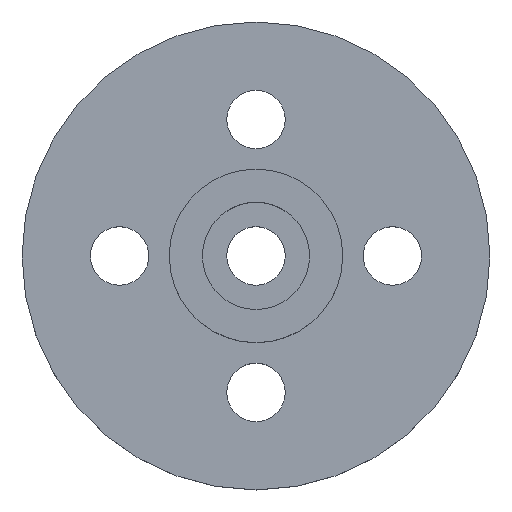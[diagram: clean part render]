
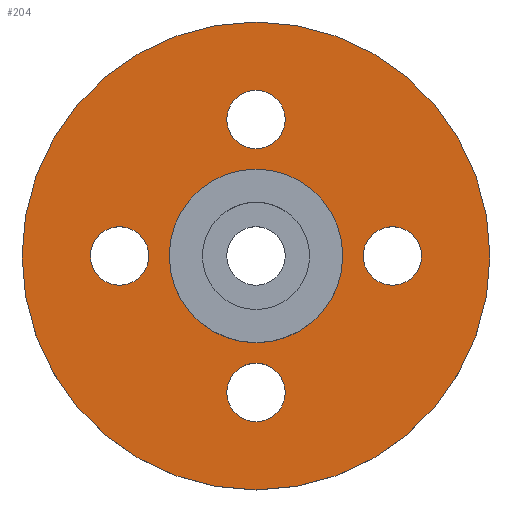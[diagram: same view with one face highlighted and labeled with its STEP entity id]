
A CAD part, top view. The second image highlights one B-rep face of the part: STEP entity #204.
In plain terms, the highlighted planar face has unit normal (0, 0, 1).
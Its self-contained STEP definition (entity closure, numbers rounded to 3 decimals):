
#5 = ORIENTED_EDGE ( 'NONE', *, *, #197, .F. ) ;
#11 = CARTESIAN_POINT ( 'NONE',  ( -4.45, 0., 2.5 ) ) ;
#14 = AXIS2_PLACEMENT_3D ( 'NONE', #26, #440, #291 ) ;
#17 = EDGE_CURVE ( 'NONE', #594, #305, #76, .T. ) ;
#22 = CIRCLE ( 'NONE', #509, 1.5 ) ;
#23 = FACE_BOUND ( 'NONE', #510, .T. ) ;
#26 = CARTESIAN_POINT ( 'NONE',  ( 0., 7., 2.5 ) ) ;
#30 = DIRECTION ( 'NONE',  ( 0., 0., 1. ) ) ;
#35 = VERTEX_POINT ( 'NONE', #585 ) ;
#48 = CARTESIAN_POINT ( 'NONE',  ( -7., 0., 2.5 ) ) ;
#52 = DIRECTION ( 'NONE',  ( -1., 0., 0. ) ) ;
#54 = AXIS2_PLACEMENT_3D ( 'NONE', #48, #668, #568 ) ;
#68 = AXIS2_PLACEMENT_3D ( 'NONE', #508, #261, #155 ) ;
#73 = DIRECTION ( 'NONE',  ( 0., 0., 1. ) ) ;
#75 = CARTESIAN_POINT ( 'NONE',  ( 0., 0., 2.5 ) ) ;
#76 = CIRCLE ( 'NONE', #295, 4.45 ) ;
#77 = AXIS2_PLACEMENT_3D ( 'NONE', #75, #179, #294 ) ;
#82 = CARTESIAN_POINT ( 'NONE',  ( 5.5, 0., 2.5 ) ) ;
#94 = CARTESIAN_POINT ( 'NONE',  ( -12., 0., 2.5 ) ) ;
#98 = VERTEX_POINT ( 'NONE', #320 ) ;
#104 = DIRECTION ( 'NONE',  ( 1., 0., 0. ) ) ;
#108 = VERTEX_POINT ( 'NONE', #111 ) ;
#111 = CARTESIAN_POINT ( 'NONE',  ( -1.5, -7., 2.5 ) ) ;
#118 = DIRECTION ( 'NONE',  ( 0., 0., 1. ) ) ;
#121 = AXIS2_PLACEMENT_3D ( 'NONE', #127, #73, #649 ) ;
#126 = CARTESIAN_POINT ( 'NONE',  ( -7., 0., 2.5 ) ) ;
#127 = CARTESIAN_POINT ( 'NONE',  ( 7., 0., 2.5 ) ) ;
#132 = VERTEX_POINT ( 'NONE', #234 ) ;
#134 = CIRCLE ( 'NONE', #231, 1.5 ) ;
#136 = CARTESIAN_POINT ( 'NONE',  ( 0., 0., 2.5 ) ) ;
#143 = ORIENTED_EDGE ( 'NONE', *, *, #506, .F. ) ;
#155 = DIRECTION ( 'NONE',  ( 1., 0., 0. ) ) ;
#159 = DIRECTION ( 'NONE',  ( 0., 0., 1. ) ) ;
#179 = DIRECTION ( 'NONE',  ( 0., 0., -1. ) ) ;
#180 = FACE_BOUND ( 'NONE', #371, .T. ) ;
#183 = EDGE_CURVE ( 'NONE', #257, #492, #390, .T. ) ;
#191 = CIRCLE ( 'NONE', #232, 12. ) ;
#194 = CIRCLE ( 'NONE', #567, 4.45 ) ;
#197 = EDGE_CURVE ( 'NONE', #202, #108, #134, .T. ) ;
#201 = CIRCLE ( 'NONE', #654, 1.5 ) ;
#202 = VERTEX_POINT ( 'NONE', #636 ) ;
#203 = DIRECTION ( 'NONE',  ( 1., 0., 0. ) ) ;
#204 = ADVANCED_FACE ( 'NONE', ( #180, #433, #333, #386, #23, #542 ), #599, .T. ) ;
#207 = EDGE_LOOP ( 'NONE', ( #642, #498 ) ) ;
#211 = EDGE_CURVE ( 'NONE', #492, #257, #201, .T. ) ;
#217 = DIRECTION ( 'NONE',  ( 0., 0., -1. ) ) ;
#231 = AXIS2_PLACEMENT_3D ( 'NONE', #279, #487, #275 ) ;
#232 = AXIS2_PLACEMENT_3D ( 'NONE', #518, #217, #52 ) ;
#234 = CARTESIAN_POINT ( 'NONE',  ( 1.5, 7., 2.5 ) ) ;
#240 = DIRECTION ( 'NONE',  ( 0., 0., 1. ) ) ;
#245 = ORIENTED_EDGE ( 'NONE', *, *, #460, .F. ) ;
#247 = ORIENTED_EDGE ( 'NONE', *, *, #619, .F. ) ;
#254 = ORIENTED_EDGE ( 'NONE', *, *, #17, .F. ) ;
#257 = VERTEX_POINT ( 'NONE', #574 ) ;
#261 = DIRECTION ( 'NONE',  ( 0., 0., 1. ) ) ;
#275 = DIRECTION ( 'NONE',  ( 1., 0., 0. ) ) ;
#277 = EDGE_LOOP ( 'NONE', ( #338, #331 ) ) ;
#279 = CARTESIAN_POINT ( 'NONE',  ( 0., -7., 2.5 ) ) ;
#286 = CIRCLE ( 'NONE', #54, 1.5 ) ;
#289 = DIRECTION ( 'NONE',  ( 0., 0., 1. ) ) ;
#291 = DIRECTION ( 'NONE',  ( 1., 0., 0. ) ) ;
#292 = EDGE_CURVE ( 'NONE', #577, #98, #191, .T. ) ;
#294 = DIRECTION ( 'NONE',  ( -1., 0., 0. ) ) ;
#295 = AXIS2_PLACEMENT_3D ( 'NONE', #472, #159, #104 ) ;
#305 = VERTEX_POINT ( 'NONE', #11 ) ;
#320 = CARTESIAN_POINT ( 'NONE',  ( 12., 0., 2.5 ) ) ;
#325 = EDGE_CURVE ( 'NONE', #132, #623, #22, .T. ) ;
#331 = ORIENTED_EDGE ( 'NONE', *, *, #183, .F. ) ;
#333 = FACE_BOUND ( 'NONE', #277, .T. ) ;
#337 = DIRECTION ( 'NONE',  ( 1., 0., 0. ) ) ;
#338 = ORIENTED_EDGE ( 'NONE', *, *, #211, .F. ) ;
#343 = EDGE_LOOP ( 'NONE', ( #548, #5 ) ) ;
#351 = DIRECTION ( 'NONE',  ( 0., 0., 1. ) ) ;
#353 = CARTESIAN_POINT ( 'NONE',  ( 0., 0., 2.5 ) ) ;
#360 = CARTESIAN_POINT ( 'NONE',  ( 0., 7., 2.5 ) ) ;
#371 = EDGE_LOOP ( 'NONE', ( #554, #254 ) ) ;
#386 = FACE_BOUND ( 'NONE', #343, .T. ) ;
#390 = CIRCLE ( 'NONE', #121, 1.5 ) ;
#392 = CARTESIAN_POINT ( 'NONE',  ( -5.5, 0., 2.5 ) ) ;
#398 = CARTESIAN_POINT ( 'NONE',  ( 4.45, 0., 2.5 ) ) ;
#406 = EDGE_CURVE ( 'NONE', #98, #577, #665, .T. ) ;
#421 = AXIS2_PLACEMENT_3D ( 'NONE', #126, #240, #651 ) ;
#433 = FACE_BOUND ( 'NONE', #664, .T. ) ;
#440 = DIRECTION ( 'NONE',  ( 0., 0., 1. ) ) ;
#441 = DIRECTION ( 'NONE',  ( 1., 0., 0. ) ) ;
#449 = VERTEX_POINT ( 'NONE', #392 ) ;
#460 = EDGE_CURVE ( 'NONE', #623, #132, #578, .T. ) ;
#472 = CARTESIAN_POINT ( 'NONE',  ( 0., 0., 2.5 ) ) ;
#486 = CIRCLE ( 'NONE', #68, 1.5 ) ;
#487 = DIRECTION ( 'NONE',  ( 0., 0., 1. ) ) ;
#492 = VERTEX_POINT ( 'NONE', #82 ) ;
#498 = ORIENTED_EDGE ( 'NONE', *, *, #406, .F. ) ;
#506 = EDGE_CURVE ( 'NONE', #449, #35, #643, .T. ) ;
#508 = CARTESIAN_POINT ( 'NONE',  ( 0., -7., 2.5 ) ) ;
#509 = AXIS2_PLACEMENT_3D ( 'NONE', #360, #118, #534 ) ;
#510 = EDGE_LOOP ( 'NONE', ( #245, #667 ) ) ;
#518 = CARTESIAN_POINT ( 'NONE',  ( 0., 0., 2.5 ) ) ;
#534 = DIRECTION ( 'NONE',  ( 1., 0., 0. ) ) ;
#542 = FACE_OUTER_BOUND ( 'NONE', #207, .T. ) ;
#547 = CARTESIAN_POINT ( 'NONE',  ( 7., 0., 2.5 ) ) ;
#548 = ORIENTED_EDGE ( 'NONE', *, *, #662, .F. ) ;
#554 = ORIENTED_EDGE ( 'NONE', *, *, #592, .F. ) ;
#567 = AXIS2_PLACEMENT_3D ( 'NONE', #353, #351, #203 ) ;
#568 = DIRECTION ( 'NONE',  ( 1., 0., 0. ) ) ;
#574 = CARTESIAN_POINT ( 'NONE',  ( 8.5, 0., 2.5 ) ) ;
#577 = VERTEX_POINT ( 'NONE', #94 ) ;
#578 = CIRCLE ( 'NONE', #14, 1.5 ) ;
#585 = CARTESIAN_POINT ( 'NONE',  ( -8.5, 0., 2.5 ) ) ;
#592 = EDGE_CURVE ( 'NONE', #305, #594, #194, .T. ) ;
#594 = VERTEX_POINT ( 'NONE', #398 ) ;
#599 = PLANE ( 'NONE',  #609 ) ;
#609 = AXIS2_PLACEMENT_3D ( 'NONE', #136, #289, #337 ) ;
#619 = EDGE_CURVE ( 'NONE', #35, #449, #286, .T. ) ;
#623 = VERTEX_POINT ( 'NONE', #666 ) ;
#636 = CARTESIAN_POINT ( 'NONE',  ( 1.5, -7., 2.5 ) ) ;
#642 = ORIENTED_EDGE ( 'NONE', *, *, #292, .F. ) ;
#643 = CIRCLE ( 'NONE', #421, 1.5 ) ;
#649 = DIRECTION ( 'NONE',  ( 1., 0., 0. ) ) ;
#651 = DIRECTION ( 'NONE',  ( 1., 0., 0. ) ) ;
#654 = AXIS2_PLACEMENT_3D ( 'NONE', #547, #30, #441 ) ;
#662 = EDGE_CURVE ( 'NONE', #108, #202, #486, .T. ) ;
#664 = EDGE_LOOP ( 'NONE', ( #247, #143 ) ) ;
#665 = CIRCLE ( 'NONE', #77, 12. ) ;
#666 = CARTESIAN_POINT ( 'NONE',  ( -1.5, 7., 2.5 ) ) ;
#667 = ORIENTED_EDGE ( 'NONE', *, *, #325, .F. ) ;
#668 = DIRECTION ( 'NONE',  ( 0., 0., 1. ) ) ;
